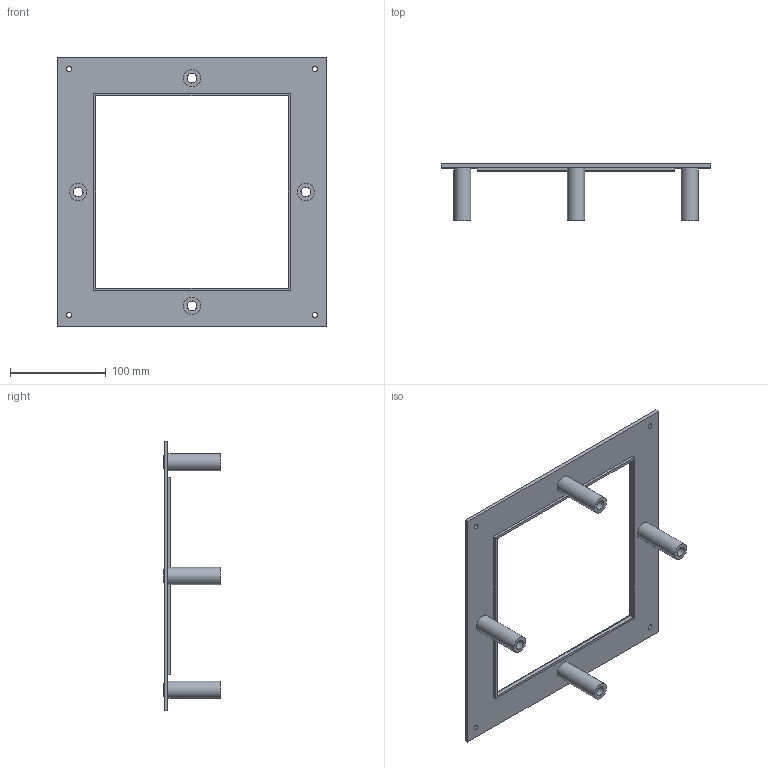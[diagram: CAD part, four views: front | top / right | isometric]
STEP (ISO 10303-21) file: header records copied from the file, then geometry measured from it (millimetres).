
FILE_DESCRIPTION (( 'STEP AP214' ), '1' );
FILE_NAME ('7401404.stp', '2023-05-16T09:47:18', ( '' ), ( '' ), 'SwSTEP 2.0', 'SolidWorks 2022', '' );
FILE_SCHEMA (( 'AUTOMOTIVE_DESIGN' ));
Length unit declared in the file: millimetre
Products named in the file (3): 42853F_Standard; 7401404; 002356_Standard
Assembly tree (5 placements, depth 2):
  7401404
    002356_Standard
    42853F_Standard  x4
Bounding box: 282 x 59.8 x 282 mm (x, y, z)
Volume: 187203.5 mm3; surface area: 114029.9 mm2
Topology: 5 solids, 5 shells, 60 faces, 131 edges, 91 vertices
Faces by surface type: plane 36, cylinder 24
Full cylindrical faces by diameter (mm): 5.3 x4, 10.2 x4, 12.3 x4, 13.9 x4, 14.1 x4, 18 x4
Entity records: 1146 total; most frequent: DIRECTION 184, CARTESIAN_POINT 172, ORIENTED_EDGE 144, EDGE_CURVE 72, EDGE_LOOP 72, AXIS2_PLACEMENT_3D 68, VERTEX_POINT 56, FACE_OUTER_BOUND 48
